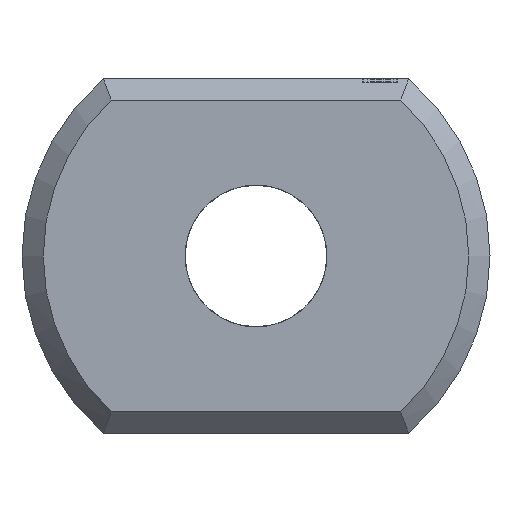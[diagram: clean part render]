
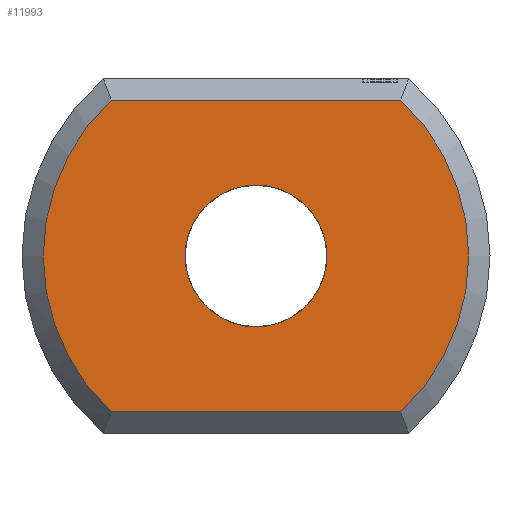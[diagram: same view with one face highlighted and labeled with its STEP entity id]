
A CAD part, left-side view. The second image highlights one B-rep face of the part: STEP entity #11993.
In plain terms, the highlighted planar face has unit normal (-1, 0, 0).
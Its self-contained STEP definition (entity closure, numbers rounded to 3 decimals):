
#298 = PLANE('',#299);
#299 = AXIS2_PLACEMENT_3D('',#300,#301,#302);
#300 = CARTESIAN_POINT('',(0.15,-2.154,-2.35));
#301 = DIRECTION('',(-0.707,0.,-0.707));
#302 = DIRECTION('',(0.,-1.,0.));
#725 = CONICAL_SURFACE('',#726,3.3,0.785);
#726 = AXIS2_PLACEMENT_3D('',#727,#728,#729);
#727 = CARTESIAN_POINT('',(0.3,0.,0.));
#728 = DIRECTION('',(1.,0.,0.));
#729 = DIRECTION('',(0.,0.653,-0.758));
#872 = CONICAL_SURFACE('',#873,3.3,0.785);
#873 = AXIS2_PLACEMENT_3D('',#874,#875,#876);
#874 = CARTESIAN_POINT('',(0.3,0.,0.));
#875 = DIRECTION('',(1.,0.,0.));
#876 = DIRECTION('',(0.,-0.653,0.758));
#909 = VERTEX_POINT('',#910);
#910 = CARTESIAN_POINT('',(0.,-2.04,-2.2));
#937 = VERTEX_POINT('',#938);
#938 = CARTESIAN_POINT('',(0.,2.04,-2.2));
#963 = EDGE_CURVE('',#909,#937,#964,.T.);
#964 = SURFACE_CURVE('',#965,(#969,#976),.PCURVE_S1.);
#965 = LINE('',#966,#967);
#966 = CARTESIAN_POINT('',(0.,-2.154,-2.2));
#967 = VECTOR('',#968,1.);
#968 = DIRECTION('',(0.,1.,0.));
#969 = PCURVE('',#298,#970);
#970 = DEFINITIONAL_REPRESENTATION('',(#971),#975);
#971 = LINE('',#972,#973);
#972 = CARTESIAN_POINT('',(0.,0.212));
#973 = VECTOR('',#974,1.);
#974 = DIRECTION('',(-1.,0.));
#975 = ( GEOMETRIC_REPRESENTATION_CONTEXT(2) 
PARAMETRIC_REPRESENTATION_CONTEXT() REPRESENTATION_CONTEXT('2D SPACE',''
  ) );
#976 = PCURVE('',#977,#982);
#977 = PLANE('',#978);
#978 = AXIS2_PLACEMENT_3D('',#979,#980,#981);
#979 = CARTESIAN_POINT('',(0.,0.,
    0.));
#980 = DIRECTION('',(1.,0.,0.));
#981 = DIRECTION('',(0.,0.,1.));
#982 = DEFINITIONAL_REPRESENTATION('',(#983),#987);
#983 = LINE('',#984,#985);
#984 = CARTESIAN_POINT('',(-2.2,2.154));
#985 = VECTOR('',#986,1.);
#986 = DIRECTION('',(0.,-1.));
#987 = ( GEOMETRIC_REPRESENTATION_CONTEXT(2) 
PARAMETRIC_REPRESENTATION_CONTEXT() REPRESENTATION_CONTEXT('2D SPACE',''
  ) );
#1763 = PLANE('',#1764);
#1764 = AXIS2_PLACEMENT_3D('',#1765,#1766,#1767);
#1765 = CARTESIAN_POINT('',(0.15,-2.154,2.35));
#1766 = DIRECTION('',(0.707,0.,-0.707
    ));
#1767 = DIRECTION('',(0.,-1.,0.));
#11780 = VERTEX_POINT('',#11781);
#11781 = CARTESIAN_POINT('',(0.,2.04,2.2));
#11806 = EDGE_CURVE('',#937,#11780,#11807,.T.);
#11807 = SURFACE_CURVE('',#11808,(#11813,#11820),.PCURVE_S1.);
#11808 = CIRCLE('',#11809,3.);
#11809 = AXIS2_PLACEMENT_3D('',#11810,#11811,#11812);
#11810 = CARTESIAN_POINT('',(0.,0.,
    0.));
#11811 = DIRECTION('',(1.,0.,0.));
#11812 = DIRECTION('',(0.,0.653,-0.758)
  );
#11813 = PCURVE('',#725,#11814);
#11814 = DEFINITIONAL_REPRESENTATION('',(#11815),#11819);
#11815 = LINE('',#11816,#11817);
#11816 = CARTESIAN_POINT('',(0.,-0.3));
#11817 = VECTOR('',#11818,1.);
#11818 = DIRECTION('',(1.,-0.));
#11819 = ( GEOMETRIC_REPRESENTATION_CONTEXT(2) 
PARAMETRIC_REPRESENTATION_CONTEXT() REPRESENTATION_CONTEXT('2D SPACE',''
  ) );
#11820 = PCURVE('',#977,#11821);
#11821 = DEFINITIONAL_REPRESENTATION('',(#11822),#11826);
#11822 = CIRCLE('',#11823,3.);
#11823 = AXIS2_PLACEMENT_2D('',#11824,#11825);
#11824 = CARTESIAN_POINT('',(0.,0.));
#11825 = DIRECTION('',(-0.758,-0.653));
#11826 = ( GEOMETRIC_REPRESENTATION_CONTEXT(2) 
PARAMETRIC_REPRESENTATION_CONTEXT() REPRESENTATION_CONTEXT('2D SPACE',''
  ) );
#11944 = VERTEX_POINT('',#11945);
#11945 = CARTESIAN_POINT('',(0.,-2.04,2.2));
#11972 = EDGE_CURVE('',#11944,#909,#11973,.T.);
#11973 = SURFACE_CURVE('',#11974,(#11979,#11986),.PCURVE_S1.);
#11974 = CIRCLE('',#11975,3.);
#11975 = AXIS2_PLACEMENT_3D('',#11976,#11977,#11978);
#11976 = CARTESIAN_POINT('',(0.,0.,
    0.));
#11977 = DIRECTION('',(1.,0.,0.));
#11978 = DIRECTION('',(0.,-0.653,0.758)
  );
#11979 = PCURVE('',#872,#11980);
#11980 = DEFINITIONAL_REPRESENTATION('',(#11981),#11985);
#11981 = LINE('',#11982,#11983);
#11982 = CARTESIAN_POINT('',(0.,-0.3));
#11983 = VECTOR('',#11984,1.);
#11984 = DIRECTION('',(1.,-0.));
#11985 = ( GEOMETRIC_REPRESENTATION_CONTEXT(2) 
PARAMETRIC_REPRESENTATION_CONTEXT() REPRESENTATION_CONTEXT('2D SPACE',''
  ) );
#11986 = PCURVE('',#977,#11987);
#11987 = DEFINITIONAL_REPRESENTATION('',(#11988),#11992);
#11988 = CIRCLE('',#11989,3.);
#11989 = AXIS2_PLACEMENT_2D('',#11990,#11991);
#11990 = CARTESIAN_POINT('',(0.,0.));
#11991 = DIRECTION('',(0.758,0.653));
#11992 = ( GEOMETRIC_REPRESENTATION_CONTEXT(2) 
PARAMETRIC_REPRESENTATION_CONTEXT() REPRESENTATION_CONTEXT('2D SPACE',''
  ) );
#11993 = ADVANCED_FACE('',(#11994,#12020),#977,.F.);
#11994 = FACE_BOUND('',#11995,.F.);
#11995 = EDGE_LOOP('',(#11996,#11997,#12018,#12019));
#11996 = ORIENTED_EDGE('',*,*,#11806,.T.);
#11997 = ORIENTED_EDGE('',*,*,#11998,.F.);
#11998 = EDGE_CURVE('',#11944,#11780,#11999,.T.);
#11999 = SURFACE_CURVE('',#12000,(#12004,#12011),.PCURVE_S1.);
#12000 = LINE('',#12001,#12002);
#12001 = CARTESIAN_POINT('',(0.,-2.154,2.2));
#12002 = VECTOR('',#12003,1.);
#12003 = DIRECTION('',(0.,1.,0.));
#12004 = PCURVE('',#977,#12005);
#12005 = DEFINITIONAL_REPRESENTATION('',(#12006),#12010);
#12006 = LINE('',#12007,#12008);
#12007 = CARTESIAN_POINT('',(2.2,2.154));
#12008 = VECTOR('',#12009,1.);
#12009 = DIRECTION('',(0.,-1.));
#12010 = ( GEOMETRIC_REPRESENTATION_CONTEXT(2) 
PARAMETRIC_REPRESENTATION_CONTEXT() REPRESENTATION_CONTEXT('2D SPACE',''
  ) );
#12011 = PCURVE('',#1763,#12012);
#12012 = DEFINITIONAL_REPRESENTATION('',(#12013),#12017);
#12013 = LINE('',#12014,#12015);
#12014 = CARTESIAN_POINT('',(0.,0.212));
#12015 = VECTOR('',#12016,1.);
#12016 = DIRECTION('',(-1.,0.));
#12017 = ( GEOMETRIC_REPRESENTATION_CONTEXT(2) 
PARAMETRIC_REPRESENTATION_CONTEXT() REPRESENTATION_CONTEXT('2D SPACE',''
  ) );
#12018 = ORIENTED_EDGE('',*,*,#11972,.T.);
#12019 = ORIENTED_EDGE('',*,*,#963,.T.);
#12020 = FACE_BOUND('',#12021,.T.);
#12021 = EDGE_LOOP('',(#12022));
#12022 = ORIENTED_EDGE('',*,*,#12023,.T.);
#12023 = EDGE_CURVE('',#12024,#12024,#12026,.T.);
#12024 = VERTEX_POINT('',#12025);
#12025 = CARTESIAN_POINT('',(0.,1.,0.));
#12026 = SURFACE_CURVE('',#12027,(#12032,#12039),.PCURVE_S1.);
#12027 = CIRCLE('',#12028,1.);
#12028 = AXIS2_PLACEMENT_3D('',#12029,#12030,#12031);
#12029 = CARTESIAN_POINT('',(0.,0.,0.));
#12030 = DIRECTION('',(1.,0.,0.));
#12031 = DIRECTION('',(0.,1.,0.));
#12032 = PCURVE('',#977,#12033);
#12033 = DEFINITIONAL_REPRESENTATION('',(#12034),#12038);
#12034 = CIRCLE('',#12035,1.);
#12035 = AXIS2_PLACEMENT_2D('',#12036,#12037);
#12036 = CARTESIAN_POINT('',(0.,0.));
#12037 = DIRECTION('',(0.,-1.));
#12038 = ( GEOMETRIC_REPRESENTATION_CONTEXT(2) 
PARAMETRIC_REPRESENTATION_CONTEXT() REPRESENTATION_CONTEXT('2D SPACE',''
  ) );
#12039 = PCURVE('',#12040,#12045);
#12040 = CYLINDRICAL_SURFACE('',#12041,1.);
#12041 = AXIS2_PLACEMENT_3D('',#12042,#12043,#12044);
#12042 = CARTESIAN_POINT('',(0.,0.,0.));
#12043 = DIRECTION('',(-1.,0.,0.));
#12044 = DIRECTION('',(0.,1.,0.));
#12045 = DEFINITIONAL_REPRESENTATION('',(#12046),#12050);
#12046 = LINE('',#12047,#12048);
#12047 = CARTESIAN_POINT('',(-0.,0.));
#12048 = VECTOR('',#12049,1.);
#12049 = DIRECTION('',(-1.,0.));
#12050 = ( GEOMETRIC_REPRESENTATION_CONTEXT(2) 
PARAMETRIC_REPRESENTATION_CONTEXT() REPRESENTATION_CONTEXT('2D SPACE',''
  ) );
